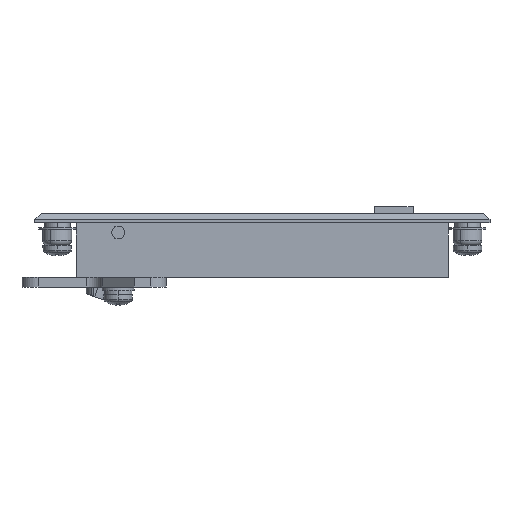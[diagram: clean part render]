
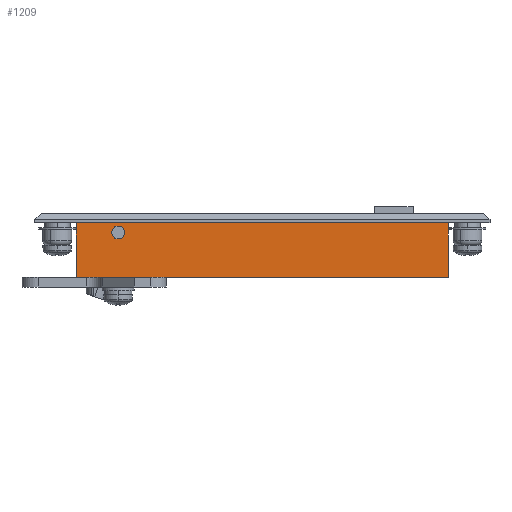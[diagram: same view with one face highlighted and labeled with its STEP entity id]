
A CAD part, left-side view. The second image highlights one B-rep face of the part: STEP entity #1209.
In plain terms, the highlighted planar face has unit normal (-1, 0, 0).
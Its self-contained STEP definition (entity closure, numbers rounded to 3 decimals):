
#119 = ORIENTED_EDGE ( 'NONE', *, *, #3869, .F. ) ;
#455 = LINE ( 'NONE', #2994, #7641 ) ;
#527 = ORIENTED_EDGE ( 'NONE', *, *, #706, .F. ) ;
#577 = DIRECTION ( 'NONE',  ( 1., 0., 0. ) ) ;
#706 = EDGE_CURVE ( 'NONE', #5829, #6506, #455, .T. ) ;
#768 = EDGE_CURVE ( 'NONE', #3295, #832, #5712, .T. ) ;
#832 = VERTEX_POINT ( 'NONE', #5573 ) ;
#1008 = ORIENTED_EDGE ( 'NONE', *, *, #2523, .F. ) ;
#1209 = ADVANCED_FACE ( 'NONE', ( #6962, #4926 ), #5788, .T. ) ;
#1267 = VECTOR ( 'NONE', #6665, 1000. ) ;
#1712 = VERTEX_POINT ( 'NONE', #10174 ) ;
#2277 = AXIS2_PLACEMENT_3D ( 'NONE', #7271, #8066, #8878 ) ;
#2367 = VECTOR ( 'NONE', #8199, 1000. ) ;
#2503 = CARTESIAN_POINT ( 'NONE',  ( -13., -103., 0. ) ) ;
#2513 = CARTESIAN_POINT ( 'NONE',  ( -13., 13., -17. ) ) ;
#2523 = EDGE_CURVE ( 'NONE', #9516, #5829, #6048, .T. ) ;
#2694 = DIRECTION ( 'NONE',  ( 0., -1., 0. ) ) ;
#2767 = CARTESIAN_POINT ( 'NONE',  ( -13., 0., -1. ) ) ;
#2994 = CARTESIAN_POINT ( 'NONE',  ( -13., 13., -17. ) ) ;
#3295 = VERTEX_POINT ( 'NONE', #2767 ) ;
#3699 = CARTESIAN_POINT ( 'NONE',  ( -13., -103., -17. ) ) ;
#3790 = CARTESIAN_POINT ( 'NONE',  ( -13., 13., 0. ) ) ;
#3869 = EDGE_CURVE ( 'NONE', #1712, #4013, #7810, .T. ) ;
#4013 = VERTEX_POINT ( 'NONE', #5548 ) ;
#4041 = EDGE_LOOP ( 'NONE', ( #8231, #119, #10072, #527, #1008 ) ) ;
#4384 = DIRECTION ( 'NONE',  ( -1., 0., 0. ) ) ;
#4387 = EDGE_CURVE ( 'NONE', #6506, #1712, #5051, .T. ) ;
#4651 = DIRECTION ( 'NONE',  ( 0., 1., 0. ) ) ;
#4926 = FACE_BOUND ( 'NONE', #7329, .T. ) ;
#5051 = LINE ( 'NONE', #2513, #2367 ) ;
#5436 = CARTESIAN_POINT ( 'NONE',  ( -13., -103., -17. ) ) ;
#5468 = CARTESIAN_POINT ( 'NONE',  ( -13., 0., -3. ) ) ;
#5548 = CARTESIAN_POINT ( 'NONE',  ( -13., 13., 0. ) ) ;
#5573 = CARTESIAN_POINT ( 'NONE',  ( -13., 0., -5. ) ) ;
#5712 = CIRCLE ( 'NONE', #2277, 2. ) ;
#5788 = PLANE ( 'NONE',  #8025 ) ;
#5829 = VERTEX_POINT ( 'NONE', #5436 ) ;
#5889 = ORIENTED_EDGE ( 'NONE', *, *, #7727, .T. ) ;
#6048 = LINE ( 'NONE', #3699, #7594 ) ;
#6058 = ORIENTED_EDGE ( 'NONE', *, *, #768, .T. ) ;
#6241 = DIRECTION ( 'NONE',  ( 0., 0., -1. ) ) ;
#6506 = VERTEX_POINT ( 'NONE', #9368 ) ;
#6535 = CIRCLE ( 'NONE', #9983, 2. ) ;
#6665 = DIRECTION ( 'NONE',  ( 0., 0., 1. ) ) ;
#6962 = FACE_OUTER_BOUND ( 'NONE', #4041, .T. ) ;
#7057 = DIRECTION ( 'NONE',  ( 0., 0., 1. ) ) ;
#7271 = CARTESIAN_POINT ( 'NONE',  ( -13., 0., -3. ) ) ;
#7329 = EDGE_LOOP ( 'NONE', ( #6058, #5889 ) ) ;
#7418 = CARTESIAN_POINT ( 'NONE',  ( -13., 13., 0. ) ) ;
#7594 = VECTOR ( 'NONE', #10225, 1000. ) ;
#7641 = VECTOR ( 'NONE', #4651, 1000. ) ;
#7727 = EDGE_CURVE ( 'NONE', #832, #3295, #6535, .T. ) ;
#7810 = LINE ( 'NONE', #7418, #1267 ) ;
#8025 = AXIS2_PLACEMENT_3D ( 'NONE', #3790, #4384, #7057 ) ;
#8066 = DIRECTION ( 'NONE',  ( 1., 0., 0. ) ) ;
#8199 = DIRECTION ( 'NONE',  ( 0., 1., 0. ) ) ;
#8231 = ORIENTED_EDGE ( 'NONE', *, *, #9696, .F. ) ;
#8321 = CARTESIAN_POINT ( 'NONE',  ( -13., -103., 0. ) ) ;
#8878 = DIRECTION ( 'NONE',  ( 0., 0., -1. ) ) ;
#9042 = LINE ( 'NONE', #8321, #9573 ) ;
#9368 = CARTESIAN_POINT ( 'NONE',  ( -13., 0., -17. ) ) ;
#9516 = VERTEX_POINT ( 'NONE', #2503 ) ;
#9573 = VECTOR ( 'NONE', #2694, 1000. ) ;
#9696 = EDGE_CURVE ( 'NONE', #4013, #9516, #9042, .T. ) ;
#9983 = AXIS2_PLACEMENT_3D ( 'NONE', #5468, #577, #6241 ) ;
#10072 = ORIENTED_EDGE ( 'NONE', *, *, #4387, .F. ) ;
#10174 = CARTESIAN_POINT ( 'NONE',  ( -13., 13., -17. ) ) ;
#10225 = DIRECTION ( 'NONE',  ( 0., 0., -1. ) ) ;
